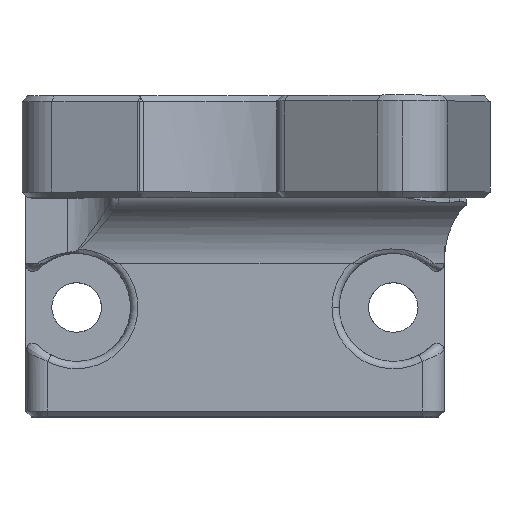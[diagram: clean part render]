
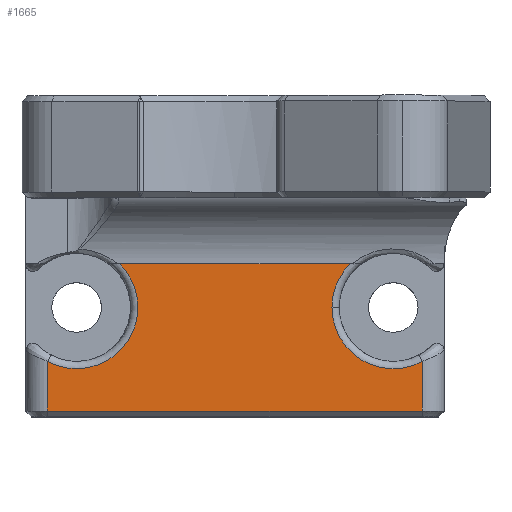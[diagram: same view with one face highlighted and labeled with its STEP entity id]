
A CAD part, top view. The second image highlights one B-rep face of the part: STEP entity #1665.
In plain terms, the highlighted face is planar.
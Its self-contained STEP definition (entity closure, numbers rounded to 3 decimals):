
#63 = PLANE ( 'NONE',  #3173 ) ;
#80 = VERTEX_POINT ( 'NONE', #675 ) ;
#99 = DIRECTION ( 'NONE',  ( -1., 0., 0. ) ) ;
#189 = VERTEX_POINT ( 'NONE', #4643 ) ;
#255 = DIRECTION ( 'NONE',  ( 0., -1., 0. ) ) ;
#349 = VECTOR ( 'NONE', #600, 1000. ) ;
#402 = VERTEX_POINT ( 'NONE', #2173 ) ;
#417 = CIRCLE ( 'NONE', #2592, 4.2 ) ;
#427 = CARTESIAN_POINT ( 'NONE',  ( -10.85, 0., 14.5 ) ) ;
#439 = EDGE_CURVE ( 'NONE', #189, #4076, #417, .T. ) ;
#600 = DIRECTION ( 'NONE',  ( 0., 0., -1. ) ) ;
#613 = VECTOR ( 'NONE', #741, 1000. ) ;
#675 = CARTESIAN_POINT ( 'NONE',  ( -12.85, 0., 18.193 ) ) ;
#741 = DIRECTION ( 'NONE',  ( 1., 0., 0. ) ) ;
#906 = ORIENTED_EDGE ( 'NONE', *, *, #1084, .T. ) ;
#988 = CARTESIAN_POINT ( 'NONE',  ( 10.85, 0., 14.5 ) ) ;
#1084 = EDGE_CURVE ( 'NONE', #2789, #189, #4528, .T. ) ;
#1211 = CARTESIAN_POINT ( 'NONE',  ( 0., 0., 7. ) ) ;
#1327 = VECTOR ( 'NONE', #3965, 1000. ) ;
#1369 = EDGE_CURVE ( 'NONE', #80, #4014, #2790, .T. ) ;
#1603 = DIRECTION ( 'NONE',  ( 0., -1., 0. ) ) ;
#1665 = ADVANCED_FACE ( 'NONE', ( #1980 ), #63, .T. ) ;
#1731 = DIRECTION ( 'NONE',  ( -1., 0., 0. ) ) ;
#1964 = CARTESIAN_POINT ( 'NONE',  ( -12.85, 0., 7. ) ) ;
#1968 = ORIENTED_EDGE ( 'NONE', *, *, #2726, .F. ) ;
#1980 = FACE_OUTER_BOUND ( 'NONE', #2989, .T. ) ;
#2173 = CARTESIAN_POINT ( 'NONE',  ( -7.911, 0., 11.5 ) ) ;
#2224 = AXIS2_PLACEMENT_3D ( 'NONE', #427, #1603, #99 ) ;
#2276 = VERTEX_POINT ( 'NONE', #4112 ) ;
#2374 = CIRCLE ( 'NONE', #3523, 4.2 ) ;
#2592 = AXIS2_PLACEMENT_3D ( 'NONE', #988, #3349, #4520 ) ;
#2613 = LINE ( 'NONE', #3068, #613 ) ;
#2726 = EDGE_CURVE ( 'NONE', #402, #2276, #3561, .T. ) ;
#2753 = DIRECTION ( 'NONE',  ( 0., 1., 0. ) ) ;
#2789 = VERTEX_POINT ( 'NONE', #4149 ) ;
#2790 = LINE ( 'NONE', #1964, #3418 ) ;
#2849 = CARTESIAN_POINT ( 'NONE',  ( -14.602, 0., 11.5 ) ) ;
#2989 = EDGE_LOOP ( 'NONE', ( #4945, #3864, #906, #4126, #3373, #1968, #3877 ) ) ;
#3039 = CIRCLE ( 'NONE', #2224, 4.2 ) ;
#3044 = EDGE_CURVE ( 'NONE', #4014, #2789, #2613, .T. ) ;
#3068 = CARTESIAN_POINT ( 'NONE',  ( 0., 0., 21.6 ) ) ;
#3173 = AXIS2_PLACEMENT_3D ( 'NONE', #1211, #2753, #3926 ) ;
#3218 = DIRECTION ( 'NONE',  ( 0., 0., 1. ) ) ;
#3349 = DIRECTION ( 'NONE',  ( 0., -1., 0. ) ) ;
#3373 = ORIENTED_EDGE ( 'NONE', *, *, #4133, .T. ) ;
#3418 = VECTOR ( 'NONE', #3218, 1000. ) ;
#3523 = AXIS2_PLACEMENT_3D ( 'NONE', #4401, #255, #1731 ) ;
#3561 = LINE ( 'NONE', #2849, #1327 ) ;
#3620 = CARTESIAN_POINT ( 'NONE',  ( 6.65, 0., 14.5 ) ) ;
#3780 = CARTESIAN_POINT ( 'NONE',  ( -12.85, 0., 21.6 ) ) ;
#3864 = ORIENTED_EDGE ( 'NONE', *, *, #3044, .T. ) ;
#3877 = ORIENTED_EDGE ( 'NONE', *, *, #4467, .T. ) ;
#3926 = DIRECTION ( 'NONE',  ( -1., 0., 0. ) ) ;
#3965 = DIRECTION ( 'NONE',  ( 1., 0., 0. ) ) ;
#4014 = VERTEX_POINT ( 'NONE', #3780 ) ;
#4041 = CARTESIAN_POINT ( 'NONE',  ( 12.85, 0., 7. ) ) ;
#4076 = VERTEX_POINT ( 'NONE', #3620 ) ;
#4112 = CARTESIAN_POINT ( 'NONE',  ( 7.911, 0., 11.5 ) ) ;
#4126 = ORIENTED_EDGE ( 'NONE', *, *, #439, .T. ) ;
#4133 = EDGE_CURVE ( 'NONE', #4076, #2276, #2374, .T. ) ;
#4149 = CARTESIAN_POINT ( 'NONE',  ( 12.85, 0., 21.6 ) ) ;
#4401 = CARTESIAN_POINT ( 'NONE',  ( 10.85, 0., 14.5 ) ) ;
#4467 = EDGE_CURVE ( 'NONE', #402, #80, #3039, .T. ) ;
#4520 = DIRECTION ( 'NONE',  ( -1., 0., 0. ) ) ;
#4528 = LINE ( 'NONE', #4041, #349 ) ;
#4643 = CARTESIAN_POINT ( 'NONE',  ( 12.85, 0., 18.193 ) ) ;
#4945 = ORIENTED_EDGE ( 'NONE', *, *, #1369, .T. ) ;
